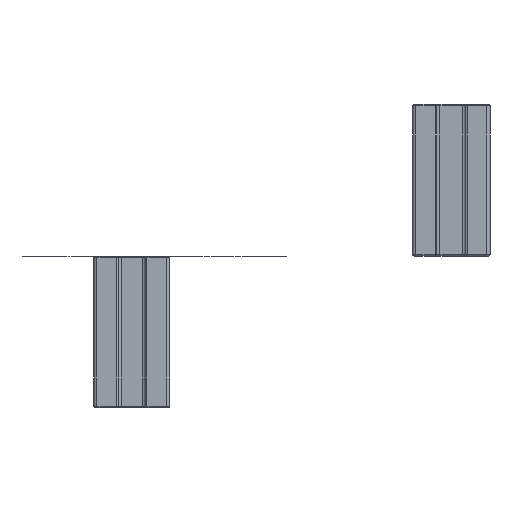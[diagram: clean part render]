
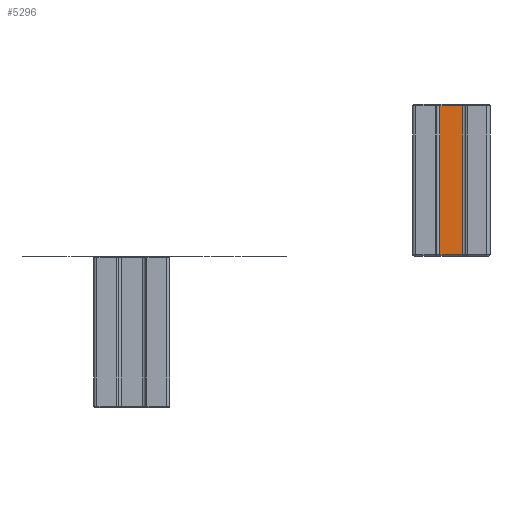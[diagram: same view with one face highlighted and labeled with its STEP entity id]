
A CAD part, left-side view. The second image highlights one B-rep face of the part: STEP entity #5296.
In plain terms, the highlighted planar face has unit normal (-1, 0, 0).
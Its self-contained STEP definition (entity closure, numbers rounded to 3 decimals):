
#481=PLANE('',#5930);
#887=LINE('',#9823,#1350);
#930=LINE('',#10035,#1393);
#931=LINE('',#10039,#1394);
#932=LINE('',#10040,#1395);
#1350=VECTOR('',#7396,1.);
#1393=VECTOR('',#7601,1.);
#1394=VECTOR('',#7606,1.);
#1395=VECTOR('',#7607,1.);
#1724=FACE_OUTER_BOUND('',#1955,.T.);
#1955=EDGE_LOOP('',(#4851,#4852,#4853,#4854));
#2952=VERTEX_POINT('',#9814);
#2954=VERTEX_POINT('',#9820);
#3006=VERTEX_POINT('',#10034);
#3007=VERTEX_POINT('',#10038);
#3638=EDGE_CURVE('',#2954,#2952,#887,.T.);
#3728=EDGE_CURVE('',#2954,#3006,#930,.T.);
#3730=EDGE_CURVE('',#2952,#3007,#931,.T.);
#3731=EDGE_CURVE('',#3006,#3007,#932,.T.);
#4851=ORIENTED_EDGE('',*,*,#3730,.T.);
#4852=ORIENTED_EDGE('',*,*,#3731,.F.);
#4853=ORIENTED_EDGE('',*,*,#3728,.F.);
#4854=ORIENTED_EDGE('',*,*,#3638,.T.);
#5296=ADVANCED_FACE('',(#1724),#481,.T.);
#5930=AXIS2_PLACEMENT_3D('',#10037,#7604,#7605);
#7396=DIRECTION('',(0.,-1.,0.));
#7601=DIRECTION('',(0.,0.,1.));
#7604=DIRECTION('center_axis',(-1.,0.,0.));
#7605=DIRECTION('ref_axis',(0.,-1.,0.));
#7606=DIRECTION('',(0.,0.,1.));
#7607=DIRECTION('',(0.,-1.,0.));
#9814=CARTESIAN_POINT('',(35.999,-109.122,0.5));
#9820=CARTESIAN_POINT('',(35.999,-101.622,0.5));
#9823=CARTESIAN_POINT('',(35.999,-103.497,0.5));
#10034=CARTESIAN_POINT('',(35.999,-101.622,49.5));
#10035=CARTESIAN_POINT('',(35.999,-101.622,0.));
#10037=CARTESIAN_POINT('Origin',(35.999,-101.622,0.));
#10038=CARTESIAN_POINT('',(35.999,-109.122,49.5));
#10039=CARTESIAN_POINT('',(35.999,-109.122,0.));
#10040=CARTESIAN_POINT('',(35.999,-103.497,49.5));
